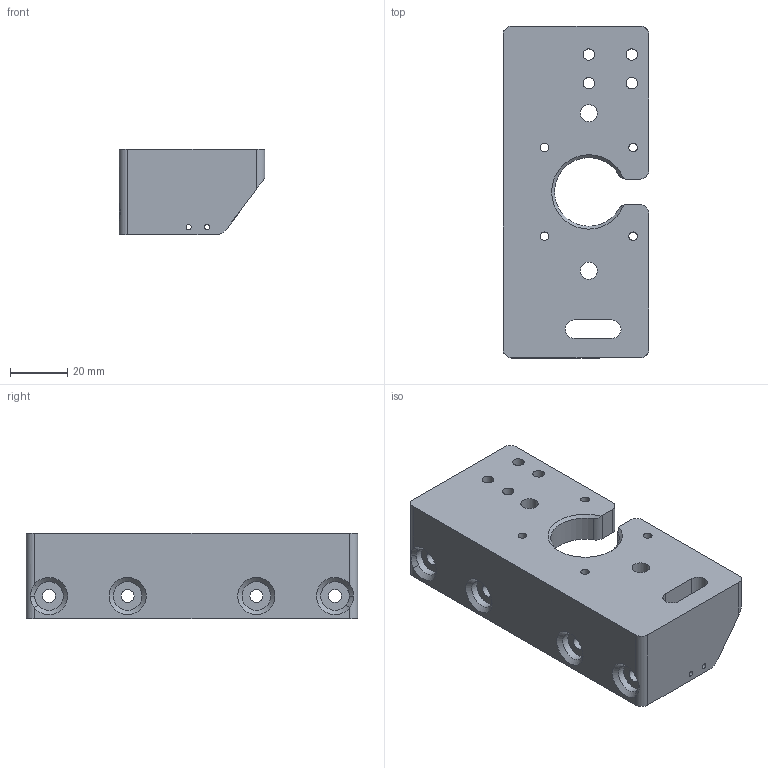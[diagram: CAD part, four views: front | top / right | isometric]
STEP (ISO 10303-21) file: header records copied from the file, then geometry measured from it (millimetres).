
FILE_DESCRIPTION(/* description */ (''),/* implementation_level */ '2;1');
FILE_NAME(/* name */ 'Z_Linear_Motor_Mount.step',/* time_stamp */ '2021-08-05T09:14:50-05:00',/* author */ (''),/* organization */ (''),/* preprocessor_version */ 'ST-DEVELOPER v18.1',/* originating_system */ 'Autodesk Translation Framework v10.9.0.1377',/* authorisation */ '');
FILE_SCHEMA (('AUTOMOTIVE_DESIGN { 1 0 10303 214 3 1 1 }'));
Length unit declared in the file: millimetre
Products named in the file (1): Z_Linear_Motor_Mount
Bounding box: 51 x 116 x 30 mm (x, y, z)
Volume: 74743.4 mm3; surface area: 23783.3 mm2
Topology: 1 solids, 1 shells, 71 faces, 178 edges, 115 vertices
Faces by surface type: cylinder 37, plane 25, cone 5, bspline 4
Full cylindrical faces by diameter (mm): 1.8 x2, 3 x4, 4 x4, 4.5 x4, 6 x2, 7 x4, 10 x4
Entity records: 2343 total; most frequent: CARTESIAN_POINT 487, DIRECTION 385, ORIENTED_EDGE 356, EDGE_CURVE 178, AXIS2_PLACEMENT_3D 149, VERTEX_POINT 115, EDGE_LOOP 111, LINE 87
